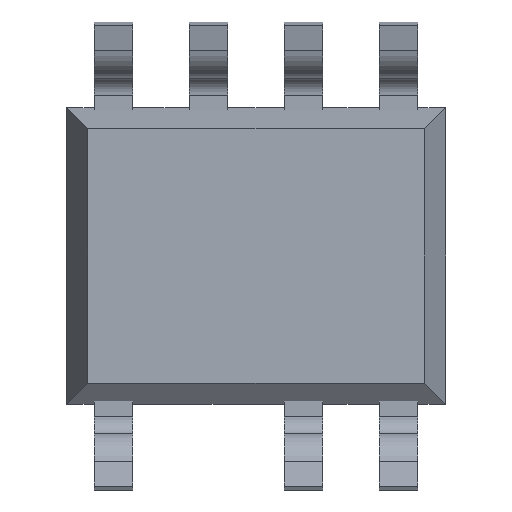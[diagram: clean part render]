
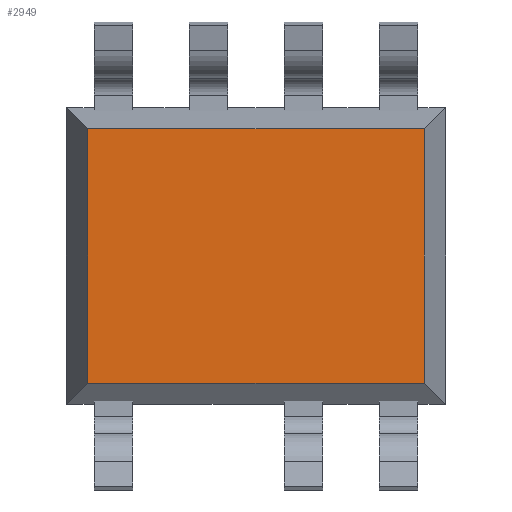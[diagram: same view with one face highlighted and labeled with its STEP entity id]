
A CAD part, front view. The second image highlights one B-rep face of the part: STEP entity #2949.
In plain terms, the highlighted planar face has unit normal (0, -1, 0).
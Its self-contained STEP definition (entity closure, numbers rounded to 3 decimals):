
#557 = PLANE ( 'NONE',  #1278 ) ;
#587 = EDGE_CURVE ( 'NONE', #965, #3045, #2079, .T. ) ;
#755 = VECTOR ( 'NONE', #4407, 1000. ) ;
#965 = VERTEX_POINT ( 'NONE', #3812 ) ;
#1167 = VECTOR ( 'NONE', #2118, 1000. ) ;
#1266 = VERTEX_POINT ( 'NONE', #4817 ) ;
#1278 = AXIS2_PLACEMENT_3D ( 'NONE', #6216, #4920, #1495 ) ;
#1436 = ORIENTED_EDGE ( 'NONE', *, *, #7936, .T. ) ;
#1495 = DIRECTION ( 'NONE',  ( 0., 0., -1. ) ) ;
#1910 = DIRECTION ( 'NONE',  ( -1., 0., 0. ) ) ;
#1941 = VERTEX_POINT ( 'NONE', #4614 ) ;
#2079 = LINE ( 'NONE', #5417, #6229 ) ;
#2118 = DIRECTION ( 'NONE',  ( 0., 0., 1. ) ) ;
#2364 = CARTESIAN_POINT ( 'NONE',  ( 2.55, 0.2, -1.7 ) ) ;
#2574 = ORIENTED_EDGE ( 'NONE', *, *, #4411, .T. ) ;
#2685 = VECTOR ( 'NONE', #1910, 1000. ) ;
#2717 = FACE_OUTER_BOUND ( 'NONE', #4780, .T. ) ;
#2949 = ADVANCED_FACE ( 'NONE', ( #2717 ), #557, .T. ) ;
#2980 = LINE ( 'NONE', #2364, #755 ) ;
#3045 = VERTEX_POINT ( 'NONE', #7624 ) ;
#3812 = CARTESIAN_POINT ( 'NONE',  ( -2.25, 0.2, 1.7 ) ) ;
#3901 = CARTESIAN_POINT ( 'NONE',  ( -2.55, 0.2, 1.7 ) ) ;
#4152 = LINE ( 'NONE', #8031, #1167 ) ;
#4407 = DIRECTION ( 'NONE',  ( 1., 0., 0. ) ) ;
#4411 = EDGE_CURVE ( 'NONE', #1941, #965, #8524, .T. ) ;
#4451 = ORIENTED_EDGE ( 'NONE', *, *, #7557, .T. ) ;
#4595 = DIRECTION ( 'NONE',  ( 0., 0., -1. ) ) ;
#4614 = CARTESIAN_POINT ( 'NONE',  ( 2.25, 0.2, 1.7 ) ) ;
#4780 = EDGE_LOOP ( 'NONE', ( #5392, #4451, #1436, #2574 ) ) ;
#4817 = CARTESIAN_POINT ( 'NONE',  ( 2.25, 0.2, -1.7 ) ) ;
#4920 = DIRECTION ( 'NONE',  ( 0., -1., 0. ) ) ;
#5392 = ORIENTED_EDGE ( 'NONE', *, *, #587, .T. ) ;
#5417 = CARTESIAN_POINT ( 'NONE',  ( -2.25, 0.2, -2. ) ) ;
#6216 = CARTESIAN_POINT ( 'NONE',  ( 0., 0.2, 0. ) ) ;
#6229 = VECTOR ( 'NONE', #4595, 1000. ) ;
#7557 = EDGE_CURVE ( 'NONE', #3045, #1266, #2980, .T. ) ;
#7624 = CARTESIAN_POINT ( 'NONE',  ( -2.25, 0.2, -1.7 ) ) ;
#7936 = EDGE_CURVE ( 'NONE', #1266, #1941, #4152, .T. ) ;
#8031 = CARTESIAN_POINT ( 'NONE',  ( 2.25, 0.2, 2. ) ) ;
#8524 = LINE ( 'NONE', #3901, #2685 ) ;
